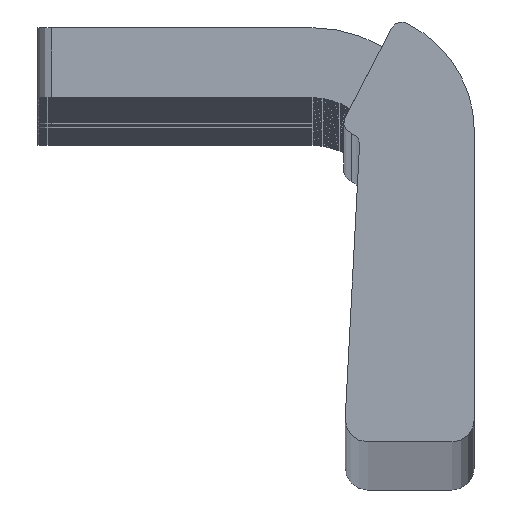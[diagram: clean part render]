
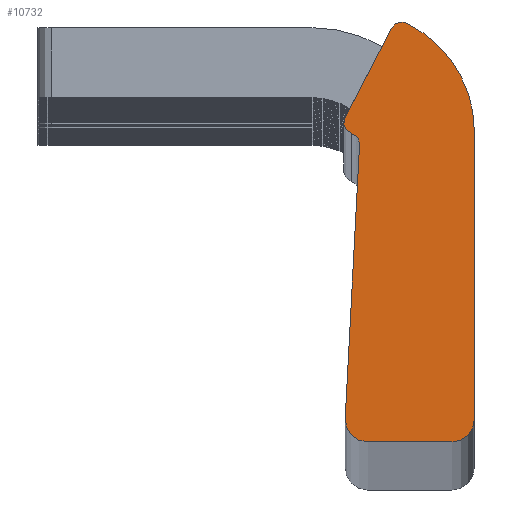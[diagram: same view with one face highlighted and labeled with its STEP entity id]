
A CAD part, top view. The second image highlights one B-rep face of the part: STEP entity #10732.
In plain terms, the highlighted planar face has unit normal (0, 0, 1).
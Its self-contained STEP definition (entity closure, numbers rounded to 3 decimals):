
#164=CARTESIAN_POINT('',(-22.716,115.842,9850.0));
#165=VERTEX_POINT('',#164);
#172=CARTESIAN_POINT('',(-6.169,147.744,9850.0));
#173=VERTEX_POINT('',#172);
#174=CARTESIAN_POINT('',(-6.169,147.744,9850.0));
#175=DIRECTION('',(-0.46,-0.888,0.0));
#176=VECTOR('',#175,35.938);
#177=LINE('',#174,#176);
#178=EDGE_CURVE('',#173,#165,#177,.T.);
#10638=CARTESIAN_POINT('',(-20.367,110.185,9850.0));
#10639=VERTEX_POINT('',#10638);
#10646=CARTESIAN_POINT('',(-19.165,114.,9850.0));
#10647=DIRECTION('',(0.0,0.0,-1.0));
#10648=DIRECTION('',(0.301,0.954,0.0));
#10649=AXIS2_PLACEMENT_3D('',#10646,#10647,#10648);
#10650=CIRCLE('',#10649,4.0);
#10651=EDGE_CURVE('',#10639,#165,#10650,.T.);
#10656=CARTESIAN_POINT('',(2.044,65.915,9850.0));
#10657=DIRECTION('',(0.0,0.0,1.0));
#10658=DIRECTION('',(1.0,0.0,0.0));
#10659=AXIS2_PLACEMENT_3D('',#10656,#10657,#10658);
#10660=PLANE('',#10659);
#10661=CARTESIAN_POINT('',(23.431,8.,9850.0));
#10662=VERTEX_POINT('',#10661);
#10663=CARTESIAN_POINT('',(15.431,0.0,9850.0));
#10664=VERTEX_POINT('',#10663);
#10665=CARTESIAN_POINT('',(15.431,8.,9850.0));
#10666=DIRECTION('',(0.0,0.0,-1.0));
#10667=DIRECTION('',(0.0,-1.0,0.0));
#10668=AXIS2_PLACEMENT_3D('',#10665,#10666,#10667);
#10669=CIRCLE('',#10668,8.);
#10670=EDGE_CURVE('',#10662,#10664,#10669,.T.);
#10671=ORIENTED_EDGE('',*,*,#10670,.F.);
#10672=CARTESIAN_POINT('',(23.431,110.9,9850.0));
#10673=VERTEX_POINT('',#10672);
#10674=CARTESIAN_POINT('',(23.431,110.9,9850.0));
#10675=DIRECTION('',(0.0,-1.0,0.0));
#10676=VECTOR('',#10675,102.9);
#10677=LINE('',#10674,#10676);
#10678=EDGE_CURVE('',#10673,#10662,#10677,.T.);
#10679=ORIENTED_EDGE('',*,*,#10678,.F.);
#10680=CARTESIAN_POINT('',(-0.826,149.6,9850.0));
#10681=VERTEX_POINT('',#10680);
#10682=CARTESIAN_POINT('',(-19.569,110.9,9850.0));
#10683=DIRECTION('',(0.0,0.0,-1.0));
#10684=DIRECTION('',(1.0,0.0,0.0));
#10685=AXIS2_PLACEMENT_3D('',#10682,#10683,#10684);
#10686=CIRCLE('',#10685,43.0);
#10687=EDGE_CURVE('',#10681,#10673,#10686,.T.);
#10688=ORIENTED_EDGE('',*,*,#10687,.F.);
#10689=CARTESIAN_POINT('',(-2.569,146.,9850.0));
#10690=DIRECTION('',(0.0,0.0,-1.0));
#10691=DIRECTION('',(0.436,0.9,0.0));
#10692=AXIS2_PLACEMENT_3D('',#10689,#10690,#10691);
#10693=CIRCLE('',#10692,4.);
#10694=EDGE_CURVE('',#173,#10681,#10693,.T.);
#10695=ORIENTED_EDGE('',*,*,#10694,.F.);
#10696=ORIENTED_EDGE('',*,*,#178,.T.);
#10697=ORIENTED_EDGE('',*,*,#10651,.F.);
#10698=CARTESIAN_POINT('',(-17.575,106.16,9850.0));
#10699=VERTEX_POINT('',#10698);
#10700=CARTESIAN_POINT('',(-21.569,106.37,9850.0));
#10701=DIRECTION('',(0.0,0.0,1.0));
#10702=DIRECTION('',(-0.999,0.053,0.0));
#10703=AXIS2_PLACEMENT_3D('',#10700,#10701,#10702);
#10704=CIRCLE('',#10703,4.0);
#10705=EDGE_CURVE('',#10699,#10639,#10704,.T.);
#10706=ORIENTED_EDGE('',*,*,#10705,.F.);
#10707=CARTESIAN_POINT('',(-22.721,8.421,9850.0));
#10708=VERTEX_POINT('',#10707);
#10709=CARTESIAN_POINT('',(-22.721,8.421,9850.0));
#10710=DIRECTION('',(0.053,0.999,0.0));
#10711=VECTOR('',#10710,97.874);
#10712=LINE('',#10709,#10711);
#10713=EDGE_CURVE('',#10708,#10699,#10712,.T.);
#10714=ORIENTED_EDGE('',*,*,#10713,.F.);
#10715=CARTESIAN_POINT('',(-14.732,0.0,9850.0));
#10716=VERTEX_POINT('',#10715);
#10717=CARTESIAN_POINT('',(-14.732,8.,9850.0));
#10718=DIRECTION('',(0.0,0.0,-1.0));
#10719=DIRECTION('',(-0.999,0.053,0.0));
#10720=AXIS2_PLACEMENT_3D('',#10717,#10718,#10719);
#10721=CIRCLE('',#10720,8.0);
#10722=EDGE_CURVE('',#10716,#10708,#10721,.T.);
#10723=ORIENTED_EDGE('',*,*,#10722,.F.);
#10724=CARTESIAN_POINT('',(15.431,0.0,9850.0));
#10725=DIRECTION('',(-1.0,0.0,0.0));
#10726=VECTOR('',#10725,30.162);
#10727=LINE('',#10724,#10726);
#10728=EDGE_CURVE('',#10664,#10716,#10727,.T.);
#10729=ORIENTED_EDGE('',*,*,#10728,.F.);
#10730=EDGE_LOOP('',(#10671,#10679,#10688,#10695,#10696,#10697,#10706,#10714,#10723,#10729));
#10731=FACE_OUTER_BOUND('',#10730,.T.);
#10732=ADVANCED_FACE('',(#10731),#10660,.T.);
